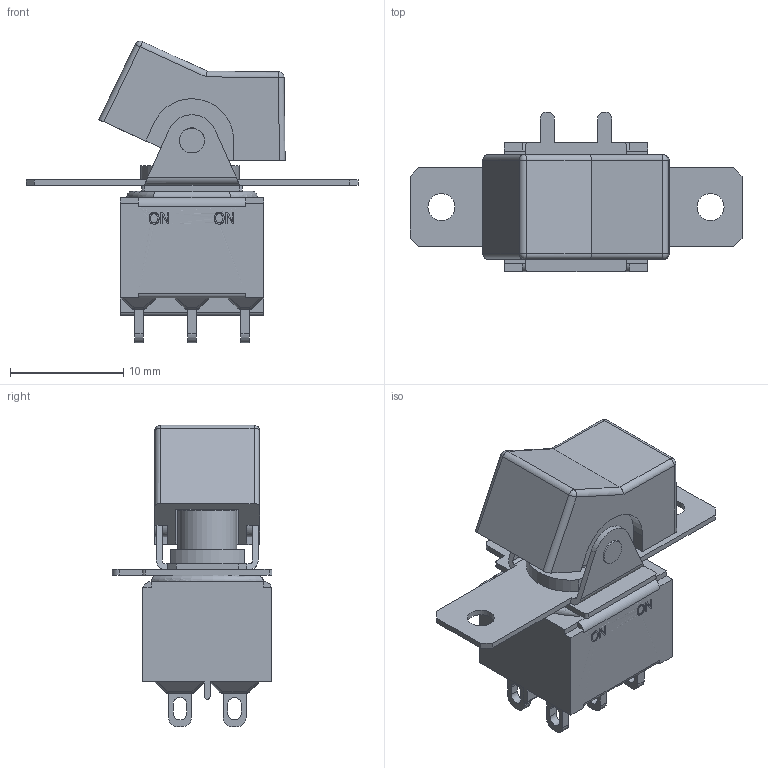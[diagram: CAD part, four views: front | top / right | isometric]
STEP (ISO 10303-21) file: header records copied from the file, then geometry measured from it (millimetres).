
FILE_DESCRIPTION((' '),'2;1');
FILE_NAME('300DPxR1xxxM1xE.stp','2017-07-28T15:44:11',(' '),(' '),' ','ACIS',' ');
FILE_SCHEMA(('CONFIG_CONTROL_DESIGN'));
Length unit declared in the file: inch
Products named in the file (1): 300DPxR1xxxM1xE.stp
Bounding box: 29.36 x 14.13 x 26.67 mm (x, y, z)
Volume: 1629.5 mm3; surface area: 3127.7 mm2
Topology: 1 solids, 2 shells, 499 faces, 1282 edges, 806 vertices
Faces by surface type: plane 324, cylinder 117, sphere 28, bspline 28, torus 2
Full cylindrical faces by diameter (mm): 2.2 x2, 2.39 x2, 3.2 x1, 5.2 x1
Entity records: 15215 total; most frequent: CARTESIAN_POINT 3024, ORIENTED_EDGE 2536, DIRECTION 2408, EDGE_CURVE 1268, VECTOR 952, LINE 952, VERTEX_POINT 802, AXIS2_PLACEMENT_3D 728
